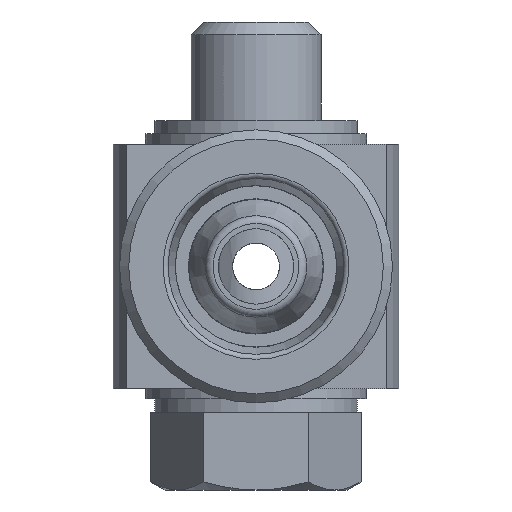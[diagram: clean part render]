
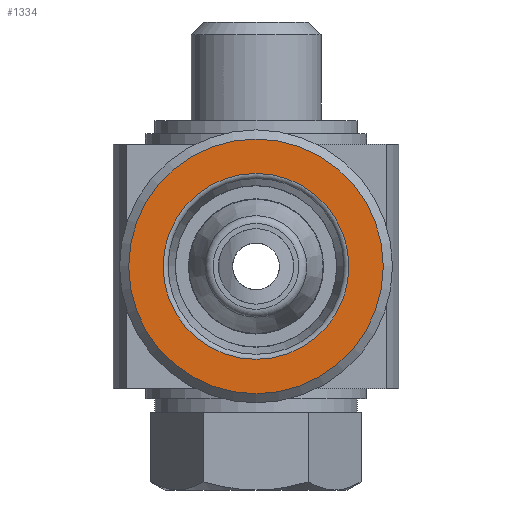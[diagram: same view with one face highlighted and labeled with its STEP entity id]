
A CAD part, left-side view. The second image highlights one B-rep face of the part: STEP entity #1334.
In plain terms, the highlighted face is planar.
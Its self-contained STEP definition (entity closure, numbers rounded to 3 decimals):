
#55=PLANE('',#1595);
#511=ORIENTED_EDGE('',*,*,#681,.F.);
#512=ORIENTED_EDGE('',*,*,#680,.T.);
#680=EDGE_CURVE('',#805,#805,#887,.T.);
#681=EDGE_CURVE('',#806,#806,#888,.T.);
#805=VERTEX_POINT('',#2552);
#806=VERTEX_POINT('',#2555);
#887=CIRCLE('',#1594,4.896);
#888=CIRCLE('',#1596,3.575);
#1038=EDGE_LOOP('',(#511));
#1039=EDGE_LOOP('',(#512));
#1199=FACE_BOUND('',#1038,.T.);
#1200=FACE_BOUND('',#1039,.T.);
#1334=ADVANCED_FACE('',(#1199,#1200),#55,.F.);
#1594=AXIS2_PLACEMENT_3D('',#2551,#1988,#1989);
#1595=AXIS2_PLACEMENT_3D('',#2553,#1990,#1991);
#1596=AXIS2_PLACEMENT_3D('',#2554,#1992,#1993);
#1988=DIRECTION('',(1.,0.,0.));
#1989=DIRECTION('',(0.,0.,-1.));
#1990=DIRECTION('',(-1.,0.,0.));
#1991=DIRECTION('',(0.,0.,1.));
#1992=DIRECTION('',(1.,0.,0.));
#1993=DIRECTION('',(0.,1.,0.));
#2551=CARTESIAN_POINT('',(9.5,0.,0.));
#2552=CARTESIAN_POINT('',(9.5,0.,-4.896));
#2553=CARTESIAN_POINT('',(9.5,4.896,0.));
#2554=CARTESIAN_POINT('',(9.5,0.,0.));
#2555=CARTESIAN_POINT('',(9.5,3.575,0.));
